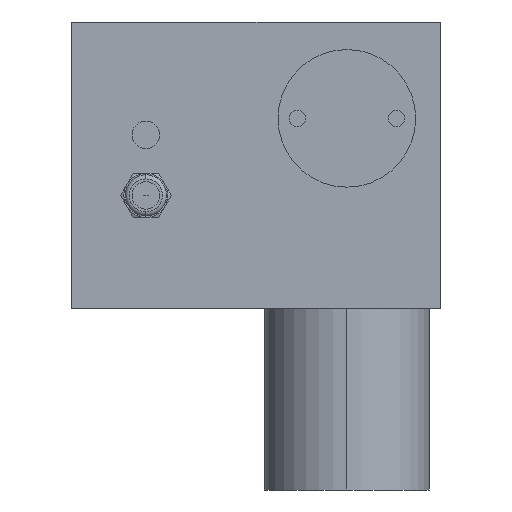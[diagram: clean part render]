
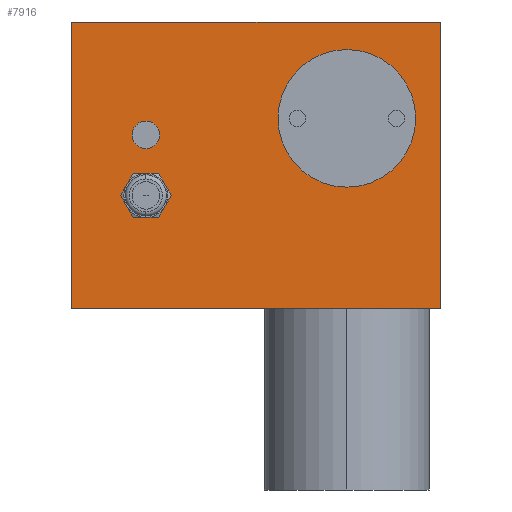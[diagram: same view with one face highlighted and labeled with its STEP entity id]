
A CAD part, left-side view. The second image highlights one B-rep face of the part: STEP entity #7916.
In plain terms, the highlighted planar face has unit normal (-1, 0, 0).
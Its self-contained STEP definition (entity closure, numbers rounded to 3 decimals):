
#1085=DIRECTION('',(0.,0.,1.));
#1086=VECTOR('',#1085,52.);
#1087=CARTESIAN_POINT('',(0.,67.,-52.));
#1088=LINE('',#1087,#1086);
#1129=DIRECTION('',(0.,-1.,0.));
#1130=VECTOR('',#1129,67.);
#1131=CARTESIAN_POINT('',(0.,67.,-52.));
#1132=LINE('',#1131,#1130);
#1133=DIRECTION('',(0.,1.,0.));
#1134=VECTOR('',#1133,67.);
#1135=CARTESIAN_POINT('',(0.,0.,0.));
#1136=LINE('',#1135,#1134);
#1137=DIRECTION('',(0.,0.,1.));
#1138=VECTOR('',#1137,52.);
#1139=CARTESIAN_POINT('',(0.,0.,-52.));
#1140=LINE('',#1139,#1138);
#1141=CARTESIAN_POINT('',(0.,17.,-17.5));
#1142=DIRECTION('',(1.,0.,0.));
#1143=DIRECTION('',(0.,0.,-1.));
#1144=AXIS2_PLACEMENT_3D('',#1141,#1142,#1143);
#1146=CARTESIAN_POINT('',(0.,17.,-17.5));
#1147=DIRECTION('',(1.,0.,0.));
#1148=DIRECTION('',(0.,0.,1.));
#1149=AXIS2_PLACEMENT_3D('',#1146,#1147,#1148);
#1151=CARTESIAN_POINT('',(0.,53.5,-20.5));
#1152=DIRECTION('',(1.,0.,0.));
#1153=DIRECTION('',(0.,0.,-1.));
#1154=AXIS2_PLACEMENT_3D('',#1151,#1152,#1153);
#1156=CARTESIAN_POINT('',(0.,53.5,-20.5));
#1157=DIRECTION('',(1.,0.,0.));
#1158=DIRECTION('',(0.,0.,1.));
#1159=AXIS2_PLACEMENT_3D('',#1156,#1157,#1158);
#1161=CARTESIAN_POINT('',(0.,53.5,-31.5));
#1162=DIRECTION('',(-1.,0.,0.));
#1163=DIRECTION('',(0.,-0.866,0.5));
#1164=AXIS2_PLACEMENT_3D('',#1161,#1162,#1163);
#1166=CARTESIAN_POINT('',(0.,53.5,-31.5));
#1167=DIRECTION('',(-1.,0.,0.));
#1168=DIRECTION('',(0.,0.,1.));
#1169=AXIS2_PLACEMENT_3D('',#1166,#1167,#1168);
#1171=CARTESIAN_POINT('',(0.,53.5,-31.5));
#1172=DIRECTION('',(-1.,0.,0.));
#1173=DIRECTION('',(0.,0.866,0.5));
#1174=AXIS2_PLACEMENT_3D('',#1171,#1172,#1173);
#1176=CARTESIAN_POINT('',(0.,53.5,-31.5));
#1177=DIRECTION('',(-1.,0.,0.));
#1178=DIRECTION('',(0.,0.866,-0.5));
#1179=AXIS2_PLACEMENT_3D('',#1176,#1177,#1178);
#1181=CARTESIAN_POINT('',(0.,53.5,-31.5));
#1182=DIRECTION('',(-1.,0.,0.));
#1183=DIRECTION('',(0.,0.,-1.));
#1184=AXIS2_PLACEMENT_3D('',#1181,#1182,#1183);
#1186=CARTESIAN_POINT('',(0.,53.5,-31.5));
#1187=DIRECTION('',(-1.,0.,0.));
#1188=DIRECTION('',(0.,-0.866,-0.5));
#1189=AXIS2_PLACEMENT_3D('',#1186,#1187,#1188);
#5439=CARTESIAN_POINT('',(0.,0.,-52.));
#5440=VERTEX_POINT('',#5439);
#5441=CARTESIAN_POINT('',(0.,67.,-52.));
#5442=VERTEX_POINT('',#5441);
#5457=CARTESIAN_POINT('',(0.,0.,0.));
#5458=VERTEX_POINT('',#5457);
#5459=CARTESIAN_POINT('',(0.,67.,0.));
#5460=VERTEX_POINT('',#5459);
#6205=CARTESIAN_POINT('',(0.,17.,-30.));
#6206=CARTESIAN_POINT('',(0.,17.,-5.));
#6207=VERTEX_POINT('',#6205);
#6208=VERTEX_POINT('',#6206);
#6209=CARTESIAN_POINT('',(0.,53.5,-23.));
#6210=CARTESIAN_POINT('',(0.,53.5,-18.));
#6211=VERTEX_POINT('',#6209);
#6212=VERTEX_POINT('',#6210);
#7027=CARTESIAN_POINT('',(0.,50.036,-29.5));
#7028=CARTESIAN_POINT('',(0.,53.5,-27.5));
#7029=VERTEX_POINT('',#7027);
#7030=VERTEX_POINT('',#7028);
#7031=CARTESIAN_POINT('',(0.,56.964,-33.5));
#7032=CARTESIAN_POINT('',(0.,53.5,-35.5));
#7033=VERTEX_POINT('',#7031);
#7034=VERTEX_POINT('',#7032);
#7035=CARTESIAN_POINT('',(0.,50.036,-33.5));
#7036=VERTEX_POINT('',#7035);
#7037=CARTESIAN_POINT('',(0.,56.964,-29.5));
#7038=VERTEX_POINT('',#7037);
#7878=CARTESIAN_POINT('',(0.,33.5,-26.));
#7879=DIRECTION('',(1.,0.,0.));
#7880=DIRECTION('',(0.,-1.,0.));
#7881=AXIS2_PLACEMENT_3D('',#7878,#7879,#7880);
#7882=PLANE('',#7881);
#7883=ORIENTED_EDGE('',*,*,#7774,.F.);
#7884=ORIENTED_EDGE('',*,*,#7849,.T.);
#7885=ORIENTED_EDGE('',*,*,#7165,.F.);
#7887=ORIENTED_EDGE('',*,*,#7886,.F.);
#7888=EDGE_LOOP('',(#7883,#7884,#7885,#7887));
#7889=FACE_OUTER_BOUND('',#7888,.F.);
#7891=ORIENTED_EDGE('',*,*,#7890,.F.);
#7893=ORIENTED_EDGE('',*,*,#7892,.F.);
#7894=EDGE_LOOP('',(#7891,#7893));
#7895=FACE_BOUND('',#7894,.F.);
#7897=ORIENTED_EDGE('',*,*,#7896,.F.);
#7899=ORIENTED_EDGE('',*,*,#7898,.F.);
#7900=EDGE_LOOP('',(#7897,#7899));
#7901=FACE_BOUND('',#7900,.F.);
#7903=ORIENTED_EDGE('',*,*,#7902,.T.);
#7905=ORIENTED_EDGE('',*,*,#7904,.T.);
#7907=ORIENTED_EDGE('',*,*,#7906,.T.);
#7909=ORIENTED_EDGE('',*,*,#7908,.T.);
#7911=ORIENTED_EDGE('',*,*,#7910,.T.);
#7913=ORIENTED_EDGE('',*,*,#7912,.T.);
#7914=EDGE_LOOP('',(#7903,#7905,#7907,#7909,#7911,#7913));
#7915=FACE_BOUND('',#7914,.F.);
#7916=ADVANCED_FACE('',(#7889,#7895,#7901,#7915),#7882,.F.);
#1145=CIRCLE('',#1144,12.5);
#1150=CIRCLE('',#1149,12.5);
#1155=CIRCLE('',#1154,2.5);
#1160=CIRCLE('',#1159,2.5);
#1165=CIRCLE('',#1164,4.);
#1170=CIRCLE('',#1169,4.);
#1175=CIRCLE('',#1174,4.);
#1180=CIRCLE('',#1179,4.);
#1185=CIRCLE('',#1184,4.);
#1190=CIRCLE('',#1189,4.);
#7165=EDGE_CURVE('',#5458,#5460,#1136,.T.);
#7774=EDGE_CURVE('',#5442,#5440,#1132,.T.);
#7849=EDGE_CURVE('',#5442,#5460,#1088,.T.);
#7886=EDGE_CURVE('',#5440,#5458,#1140,.T.);
#7890=EDGE_CURVE('',#6207,#6208,#1145,.T.);
#7892=EDGE_CURVE('',#6208,#6207,#1150,.T.);
#7896=EDGE_CURVE('',#6211,#6212,#1155,.T.);
#7898=EDGE_CURVE('',#6212,#6211,#1160,.T.);
#7902=EDGE_CURVE('',#7029,#7030,#1165,.T.);
#7904=EDGE_CURVE('',#7030,#7038,#1170,.T.);
#7906=EDGE_CURVE('',#7038,#7033,#1175,.T.);
#7908=EDGE_CURVE('',#7033,#7034,#1180,.T.);
#7910=EDGE_CURVE('',#7034,#7036,#1185,.T.);
#7912=EDGE_CURVE('',#7036,#7029,#1190,.T.);
